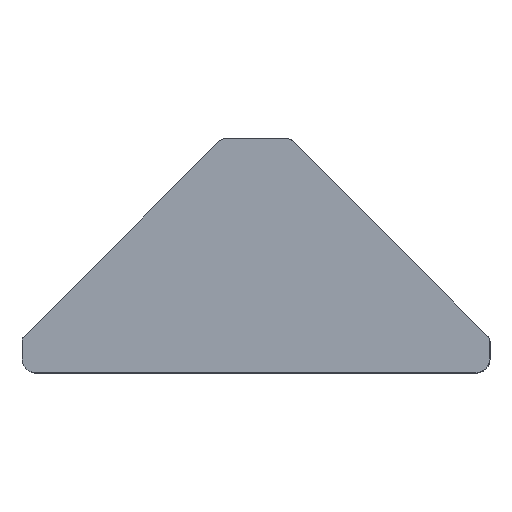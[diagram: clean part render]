
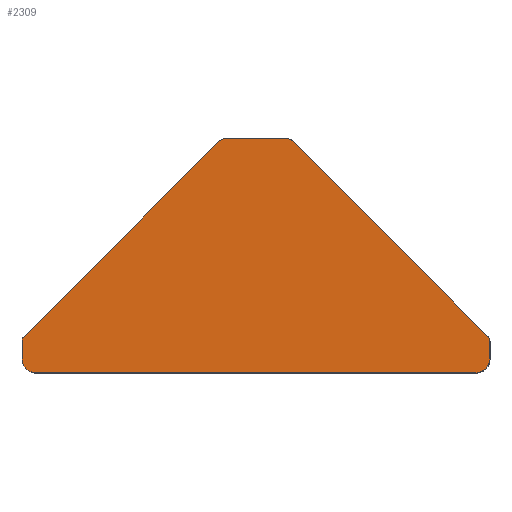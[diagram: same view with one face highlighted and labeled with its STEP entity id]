
A CAD part, top view. The second image highlights one B-rep face of the part: STEP entity #2309.
In plain terms, the highlighted planar face has unit normal (0, 0, 1).
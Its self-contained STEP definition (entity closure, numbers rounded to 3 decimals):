
#5 = VERTEX_POINT ( 'NONE', #3506 ) ;
#132 = CARTESIAN_POINT ( 'NONE',  ( 29.588, -9.194, 20. ) ) ;
#198 = DIRECTION ( 'NONE',  ( 1., 0., 0. ) ) ;
#213 = AXIS2_PLACEMENT_3D ( 'NONE', #3356, #4340, #3018 ) ;
#321 = AXIS2_PLACEMENT_3D ( 'NONE', #1076, #3833, #3476 ) ;
#378 = CARTESIAN_POINT ( 'NONE',  ( -35.412, -6.603, 20. ) ) ;
#384 = CIRCLE ( 'NONE', #321, 2. ) ;
#499 = VERTEX_POINT ( 'NONE', #2442 ) ;
#522 = DIRECTION ( 'NONE',  ( -1., 0., 0. ) ) ;
#527 = VERTEX_POINT ( 'NONE', #1917 ) ;
#551 = DIRECTION ( 'NONE',  ( 0., 1., 0. ) ) ;
#652 = EDGE_CURVE ( 'NONE', #527, #1563, #2868, .T. ) ;
#756 = ORIENTED_EDGE ( 'NONE', *, *, #4411, .F. ) ;
#760 = FACE_OUTER_BOUND ( 'NONE', #921, .T. ) ;
#819 = EDGE_CURVE ( 'NONE', #2996, #1530, #384, .T. ) ;
#827 = DIRECTION ( 'NONE',  ( 0., 0., -1. ) ) ;
#830 = CIRCLE ( 'NONE', #1265, 2. ) ;
#833 = DIRECTION ( 'NONE',  ( 0., 0., -1. ) ) ;
#870 = CARTESIAN_POINT ( 'NONE',  ( 2.211, 21.806, 20. ) ) ;
#916 = ORIENTED_EDGE ( 'NONE', *, *, #2629, .F. ) ;
#921 = EDGE_LOOP ( 'NONE', ( #2061, #916, #3565, #3027, #2556, #3584, #2638, #3235, #1993, #1863, #756, #3007 ) ) ;
#976 = DIRECTION ( 'NONE',  ( -1., 0., 0. ) ) ;
#990 = LINE ( 'NONE', #1686, #3061 ) ;
#1014 = CARTESIAN_POINT ( 'NONE',  ( 31.295, -5.864, 20. ) ) ;
#1076 = CARTESIAN_POINT ( 'NONE',  ( -34.412, -9.194, 20. ) ) ;
#1078 = VERTEX_POINT ( 'NONE', #1729 ) ;
#1145 = CARTESIAN_POINT ( 'NONE',  ( 2.211, 22.806, 20. ) ) ;
#1188 = LINE ( 'NONE', #1145, #3339 ) ;
#1238 = CIRCLE ( 'NONE', #3741, 1. ) ;
#1265 = AXIS2_PLACEMENT_3D ( 'NONE', #132, #833, #522 ) ;
#1452 = CARTESIAN_POINT ( 'NONE',  ( -7.004, 21.806, 20. ) ) ;
#1494 = CARTESIAN_POINT ( 'NONE',  ( -34.412, -11.194, 20. ) ) ;
#1515 = VECTOR ( 'NONE', #551, 1000. ) ;
#1530 = VERTEX_POINT ( 'NONE', #3421 ) ;
#1563 = VERTEX_POINT ( 'NONE', #2121 ) ;
#1620 = AXIS2_PLACEMENT_3D ( 'NONE', #1452, #827, #1841 ) ;
#1686 = CARTESIAN_POINT ( 'NONE',  ( -34.412, -11.194, 20. ) ) ;
#1729 = CARTESIAN_POINT ( 'NONE',  ( 31.295, -5.864, 20. ) ) ;
#1747 = CARTESIAN_POINT ( 'NONE',  ( -7.711, 22.513, 20. ) ) ;
#1758 = EDGE_CURVE ( 'NONE', #1530, #2302, #3307, .T. ) ;
#1788 = EDGE_CURVE ( 'NONE', #4007, #5, #3688, .T. ) ;
#1841 = DIRECTION ( 'NONE',  ( -1., 0., 0. ) ) ;
#1863 = ORIENTED_EDGE ( 'NONE', *, *, #3193, .F. ) ;
#1917 = CARTESIAN_POINT ( 'NONE',  ( -7.711, 22.513, 20. ) ) ;
#1958 = LINE ( 'NONE', #1014, #2399 ) ;
#1965 = DIRECTION ( 'NONE',  ( 0., 0., -1. ) ) ;
#1993 = ORIENTED_EDGE ( 'NONE', *, *, #3740, .F. ) ;
#2022 = DIRECTION ( 'NONE',  ( 0., 0., -1. ) ) ;
#2023 = CARTESIAN_POINT ( 'NONE',  ( 2.211, 22.806, 20. ) ) ;
#2061 = ORIENTED_EDGE ( 'NONE', *, *, #652, .F. ) ;
#2121 = CARTESIAN_POINT ( 'NONE',  ( -7.004, 22.806, 20. ) ) ;
#2221 = DIRECTION ( 'NONE',  ( -1., 0., 0. ) ) ;
#2302 = VERTEX_POINT ( 'NONE', #2887 ) ;
#2309 = ADVANCED_FACE ( 'NONE', ( #760 ), #3491, .F. ) ;
#2360 = DIRECTION ( 'NONE',  ( 0.707, -0.707, 0. ) ) ;
#2367 = DIRECTION ( 'NONE',  ( -1., 0., 0. ) ) ;
#2384 = CIRCLE ( 'NONE', #3186, 1. ) ;
#2399 = VECTOR ( 'NONE', #2360, 1000. ) ;
#2442 = CARTESIAN_POINT ( 'NONE',  ( -36.119, -5.896, 20. ) ) ;
#2476 = VECTOR ( 'NONE', #2491, 1000. ) ;
#2491 = DIRECTION ( 'NONE',  ( 0.707, 0.707, 0. ) ) ;
#2499 = EDGE_CURVE ( 'NONE', #2643, #2996, #990, .T. ) ;
#2556 = ORIENTED_EDGE ( 'NONE', *, *, #819, .F. ) ;
#2629 = EDGE_CURVE ( 'NONE', #499, #527, #4180, .T. ) ;
#2638 = ORIENTED_EDGE ( 'NONE', *, *, #3038, .F. ) ;
#2643 = VERTEX_POINT ( 'NONE', #4133 ) ;
#2823 = VERTEX_POINT ( 'NONE', #3242 ) ;
#2868 = CIRCLE ( 'NONE', #4155, 1. ) ;
#2880 = VECTOR ( 'NONE', #3597, 1000. ) ;
#2887 = CARTESIAN_POINT ( 'NONE',  ( -36.412, -6.603, 20. ) ) ;
#2894 = CARTESIAN_POINT ( 'NONE',  ( 31.588, -6.571, 20. ) ) ;
#2911 = VERTEX_POINT ( 'NONE', #2023 ) ;
#2978 = EDGE_CURVE ( 'NONE', #1563, #2911, #1188, .T. ) ;
#2996 = VERTEX_POINT ( 'NONE', #1494 ) ;
#3007 = ORIENTED_EDGE ( 'NONE', *, *, #2978, .F. ) ;
#3018 = DIRECTION ( 'NONE',  ( -1., 0., 0. ) ) ;
#3027 = ORIENTED_EDGE ( 'NONE', *, *, #1758, .F. ) ;
#3038 = EDGE_CURVE ( 'NONE', #5, #2643, #830, .T. ) ;
#3061 = VECTOR ( 'NONE', #4409, 1000. ) ;
#3186 = AXIS2_PLACEMENT_3D ( 'NONE', #870, #3629, #2221 ) ;
#3193 = EDGE_CURVE ( 'NONE', #2823, #1078, #1958, .T. ) ;
#3235 = ORIENTED_EDGE ( 'NONE', *, *, #1788, .F. ) ;
#3242 = CARTESIAN_POINT ( 'NONE',  ( 2.918, 22.513, 20. ) ) ;
#3269 = CIRCLE ( 'NONE', #213, 1. ) ;
#3307 = LINE ( 'NONE', #3666, #1515 ) ;
#3339 = VECTOR ( 'NONE', #198, 1000. ) ;
#3356 = CARTESIAN_POINT ( 'NONE',  ( 30.588, -6.571, 20. ) ) ;
#3421 = CARTESIAN_POINT ( 'NONE',  ( -36.412, -9.194, 20. ) ) ;
#3476 = DIRECTION ( 'NONE',  ( -1., 0., 0. ) ) ;
#3491 = PLANE ( 'NONE',  #1620 ) ;
#3506 = CARTESIAN_POINT ( 'NONE',  ( 31.588, -9.194, 20. ) ) ;
#3565 = ORIENTED_EDGE ( 'NONE', *, *, #4329, .F. ) ;
#3584 = ORIENTED_EDGE ( 'NONE', *, *, #2499, .F. ) ;
#3597 = DIRECTION ( 'NONE',  ( 0., -1., 0. ) ) ;
#3629 = DIRECTION ( 'NONE',  ( 0., 0., -1. ) ) ;
#3666 = CARTESIAN_POINT ( 'NONE',  ( -36.412, -6.603, 20. ) ) ;
#3688 = LINE ( 'NONE', #3924, #2880 ) ;
#3740 = EDGE_CURVE ( 'NONE', #1078, #4007, #3269, .T. ) ;
#3741 = AXIS2_PLACEMENT_3D ( 'NONE', #378, #2022, #2367 ) ;
#3768 = CARTESIAN_POINT ( 'NONE',  ( -7.004, 21.806, 20. ) ) ;
#3833 = DIRECTION ( 'NONE',  ( 0., 0., -1. ) ) ;
#3924 = CARTESIAN_POINT ( 'NONE',  ( 31.588, -9.194, 20. ) ) ;
#4007 = VERTEX_POINT ( 'NONE', #2894 ) ;
#4133 = CARTESIAN_POINT ( 'NONE',  ( 29.588, -11.194, 20. ) ) ;
#4155 = AXIS2_PLACEMENT_3D ( 'NONE', #3768, #1965, #976 ) ;
#4180 = LINE ( 'NONE', #1747, #2476 ) ;
#4329 = EDGE_CURVE ( 'NONE', #2302, #499, #1238, .T. ) ;
#4340 = DIRECTION ( 'NONE',  ( 0., 0., -1. ) ) ;
#4409 = DIRECTION ( 'NONE',  ( -1., 0., 0. ) ) ;
#4411 = EDGE_CURVE ( 'NONE', #2911, #2823, #2384, .T. ) ;
